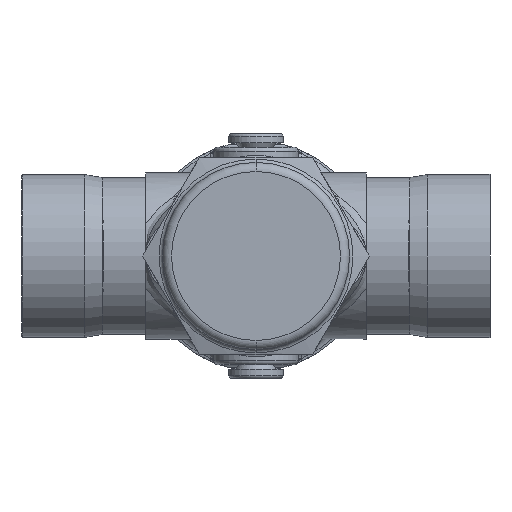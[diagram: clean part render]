
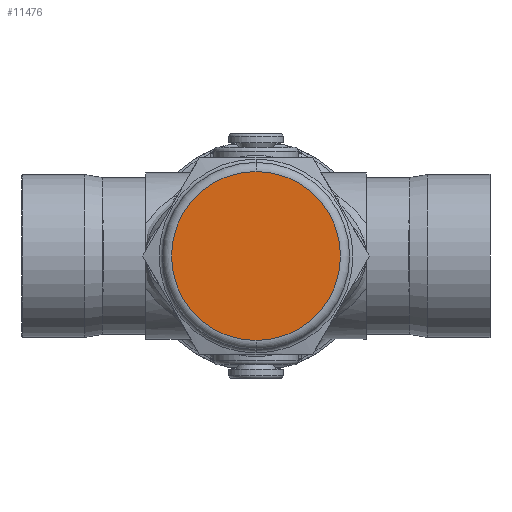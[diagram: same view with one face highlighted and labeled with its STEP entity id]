
A CAD part, front view. The second image highlights one B-rep face of the part: STEP entity #11476.
In plain terms, the highlighted planar face has unit normal (0, -1, 0).
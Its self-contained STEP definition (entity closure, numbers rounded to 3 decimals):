
#25 = EDGE_CURVE ( 'NONE', #6067, #11215, #551, .T. ) ;
#406 = CARTESIAN_POINT ( 'NONE',  ( 0., -68., 0. ) ) ;
#551 = CIRCLE ( 'NONE', #9843, 28. ) ;
#907 = CARTESIAN_POINT ( 'NONE',  ( 0., -68., 0. ) ) ;
#989 = ORIENTED_EDGE ( 'NONE', *, *, #8536, .F. ) ;
#1831 = DIRECTION ( 'NONE',  ( 0., 1., 0. ) ) ;
#2083 = CARTESIAN_POINT ( 'NONE',  ( 0., -68., 28. ) ) ;
#2135 = DIRECTION ( 'NONE',  ( 0., 0., -1. ) ) ;
#2321 = DIRECTION ( 'NONE',  ( 0., 0., -1. ) ) ;
#3528 = CARTESIAN_POINT ( 'NONE',  ( 0., -68., 0. ) ) ;
#3978 = FACE_OUTER_BOUND ( 'NONE', #6901, .T. ) ;
#4036 = AXIS2_PLACEMENT_3D ( 'NONE', #406, #1831, #11647 ) ;
#5382 = CIRCLE ( 'NONE', #13324, 28. ) ;
#6067 = VERTEX_POINT ( 'NONE', #2083 ) ;
#6901 = EDGE_LOOP ( 'NONE', ( #989, #9737 ) ) ;
#8536 = EDGE_CURVE ( 'NONE', #11215, #6067, #5382, .T. ) ;
#8820 = PLANE ( 'NONE',  #4036 ) ;
#9737 = ORIENTED_EDGE ( 'NONE', *, *, #25, .F. ) ;
#9843 = AXIS2_PLACEMENT_3D ( 'NONE', #3528, #11957, #2135 ) ;
#10727 = DIRECTION ( 'NONE',  ( 0., 1., 0. ) ) ;
#11215 = VERTEX_POINT ( 'NONE', #17767 ) ;
#11476 = ADVANCED_FACE ( 'NONE', ( #3978 ), #8820, .F. ) ;
#11647 = DIRECTION ( 'NONE',  ( 0., 0., -1. ) ) ;
#11957 = DIRECTION ( 'NONE',  ( 0., 1., 0. ) ) ;
#13324 = AXIS2_PLACEMENT_3D ( 'NONE', #907, #10727, #2321 ) ;
#17767 = CARTESIAN_POINT ( 'NONE',  ( 0., -68., -28. ) ) ;
